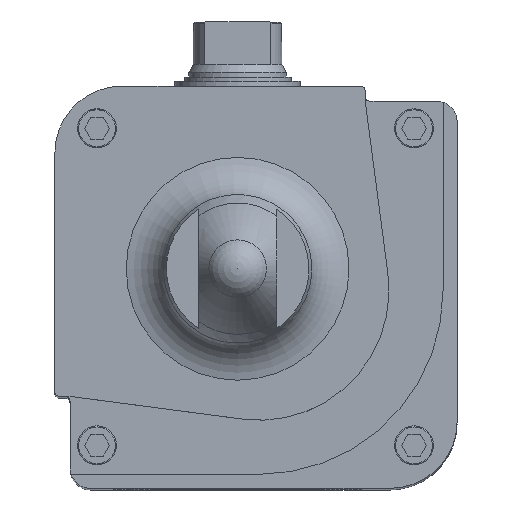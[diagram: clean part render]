
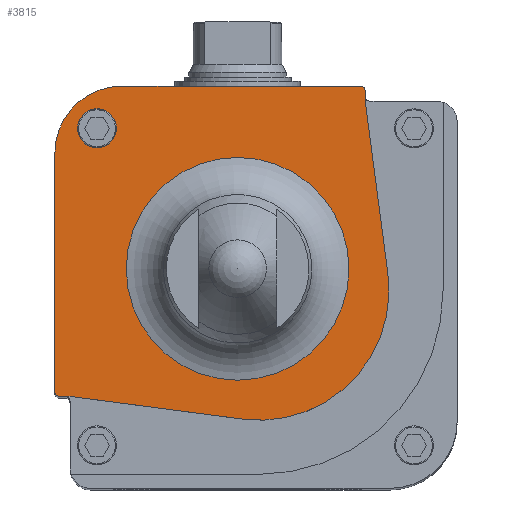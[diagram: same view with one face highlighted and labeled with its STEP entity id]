
A CAD part, top view. The second image highlights one B-rep face of the part: STEP entity #3815.
In plain terms, the highlighted planar face has unit normal (0, 0, 1).
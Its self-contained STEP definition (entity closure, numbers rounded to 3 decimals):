
#116=PLANE('',#4151);
#305=LINE('',#5905,#641);
#312=LINE('',#5920,#648);
#318=LINE('',#5954,#654);
#323=LINE('',#5974,#659);
#324=LINE('',#5980,#660);
#325=LINE('',#5982,#661);
#641=VECTOR('',#4626,1000.);
#648=VECTOR('',#4639,1000.);
#654=VECTOR('',#4675,1000.);
#659=VECTOR('',#4694,1000.);
#660=VECTOR('',#4703,1000.);
#661=VECTOR('',#4704,1000.);
#1104=ORIENTED_EDGE('',*,*,#2112,.T.);
#1105=ORIENTED_EDGE('',*,*,#2113,.F.);
#1106=ORIENTED_EDGE('',*,*,#2100,.T.);
#1107=ORIENTED_EDGE('',*,*,#2104,.T.);
#1108=ORIENTED_EDGE('',*,*,#2110,.T.);
#1109=ORIENTED_EDGE('',*,*,#2111,.T.);
#1110=ORIENTED_EDGE('',*,*,#2075,.T.);
#1111=ORIENTED_EDGE('',*,*,#2078,.T.);
#1112=ORIENTED_EDGE('',*,*,#2083,.T.);
#1113=ORIENTED_EDGE('',*,*,#2114,.F.);
#1114=ORIENTED_EDGE('',*,*,#2115,.T.);
#1115=ORIENTED_EDGE('',*,*,#2116,.T.);
#2075=EDGE_CURVE('',#2586,#2585,#305,.T.);
#2078=EDGE_CURVE('',#2585,#2587,#2929,.T.);
#2083=EDGE_CURVE('',#2587,#2590,#312,.T.);
#2100=EDGE_CURVE('',#2604,#2603,#318,.T.);
#2104=EDGE_CURVE('',#2603,#2606,#2941,.T.);
#2110=EDGE_CURVE('',#2606,#2611,#323,.T.);
#2111=EDGE_CURVE('',#2611,#2586,#2946,.T.);
#2112=EDGE_CURVE('',#2612,#2612,#2947,.T.);
#2113=EDGE_CURVE('',#2604,#2613,#324,.T.);
#2114=EDGE_CURVE('',#2614,#2590,#325,.T.);
#2115=EDGE_CURVE('',#2614,#2613,#2948,.T.);
#2116=EDGE_CURVE('',#2615,#2615,#2949,.T.);
#2585=VERTEX_POINT('',#5904);
#2586=VERTEX_POINT('',#5906);
#2587=VERTEX_POINT('',#5910);
#2590=VERTEX_POINT('',#5919);
#2603=VERTEX_POINT('',#5953);
#2604=VERTEX_POINT('',#5955);
#2606=VERTEX_POINT('',#5961);
#2611=VERTEX_POINT('',#5973);
#2612=VERTEX_POINT('',#5979);
#2613=VERTEX_POINT('',#5981);
#2614=VERTEX_POINT('',#5983);
#2615=VERTEX_POINT('',#5986);
#2929=CIRCLE('',#4125,2.2);
#2941=CIRCLE('',#4143,2.2);
#2946=CIRCLE('',#4150,31.);
#2947=CIRCLE('',#4152,9.);
#2948=CIRCLE('',#4153,60.);
#2949=CIRCLE('',#4154,51.5);
#3090=EDGE_LOOP('',(#1104));
#3091=EDGE_LOOP('',(#1105,#1106,#1107,#1108,#1109,#1110,#1111,#1112,#1113,
#1114));
#3092=EDGE_LOOP('',(#1115));
#3442=FACE_BOUND('',#3090,.T.);
#3443=FACE_BOUND('',#3091,.T.);
#3444=FACE_BOUND('',#3092,.T.);
#3815=ADVANCED_FACE('',(#3442,#3443,#3444),#116,.T.);
#4125=AXIS2_PLACEMENT_3D('',#5911,#4631,#4632);
#4143=AXIS2_PLACEMENT_3D('',#5962,#4681,#4682);
#4150=AXIS2_PLACEMENT_3D('',#5976,#4697,#4698);
#4151=AXIS2_PLACEMENT_3D('',#5977,#4699,#4700);
#4152=AXIS2_PLACEMENT_3D('',#5978,#4701,#4702);
#4153=AXIS2_PLACEMENT_3D('',#5984,#4705,#4706);
#4154=AXIS2_PLACEMENT_3D('',#5985,#4707,#4708);
#4626=DIRECTION('',(0.,-1.,0.));
#4631=DIRECTION('',(0.,0.,1.));
#4632=DIRECTION('',(1.,0.,0.));
#4639=DIRECTION('',(1.,0.,0.));
#4675=DIRECTION('',(0.,1.,0.));
#4681=DIRECTION('',(0.,0.,1.));
#4682=DIRECTION('',(1.,0.,0.));
#4694=DIRECTION('',(-1.,0.,0.));
#4697=DIRECTION('',(0.,0.,1.));
#4698=DIRECTION('',(1.,0.,0.));
#4699=DIRECTION('',(0.,0.,1.));
#4700=DIRECTION('',(1.,0.,0.));
#4701=DIRECTION('',(0.,0.,-1.));
#4702=DIRECTION('',(-1.,0.,0.));
#4703=DIRECTION('',(0.131,-0.991,0.));
#4704=DIRECTION('',(-0.991,0.131,0.));
#4705=DIRECTION('',(0.,0.,1.));
#4706=DIRECTION('',(1.,0.,0.));
#4707=DIRECTION('',(0.,0.,-1.));
#4708=DIRECTION('',(-1.,0.,0.));
#5904=CARTESIAN_POINT('',(-84.5,-56.8,221.));
#5905=CARTESIAN_POINT('',(-84.5,53.5,221.));
#5906=CARTESIAN_POINT('',(-84.5,53.5,221.));
#5910=CARTESIAN_POINT('',(-82.3,-59.,221.));
#5911=CARTESIAN_POINT('',(-82.3,-56.8,221.));
#5919=CARTESIAN_POINT('',(-77.5,-59.,221.));
#5920=CARTESIAN_POINT('',(-82.3,-59.,221.));
#5953=CARTESIAN_POINT('',(59.,82.3,221.));
#5954=CARTESIAN_POINT('',(59.,79.7,221.));
#5955=CARTESIAN_POINT('',(59.,77.5,221.));
#5961=CARTESIAN_POINT('',(56.8,84.5,221.));
#5962=CARTESIAN_POINT('',(56.8,82.3,221.));
#5973=CARTESIAN_POINT('',(-53.5,84.5,221.));
#5974=CARTESIAN_POINT('',(56.8,84.5,221.));
#5976=CARTESIAN_POINT('',(-53.5,53.5,221.));
#5977=CARTESIAN_POINT('',(-82.3,-56.8,221.));
#5978=CARTESIAN_POINT('',(-65.,65.,221.));
#5979=CARTESIAN_POINT('',(-74.,65.,221.));
#5980=CARTESIAN_POINT('',(59.,77.5,221.));
#5981=CARTESIAN_POINT('',(69.487,-2.17,221.));
#5982=CARTESIAN_POINT('',(2.17,-69.487,221.));
#5983=CARTESIAN_POINT('',(2.17,-69.487,221.));
#5984=CARTESIAN_POINT('',(10.,-10.,221.));
#5985=CARTESIAN_POINT('',(0.,0.,221.));
#5986=CARTESIAN_POINT('',(-51.5,0.,221.));
